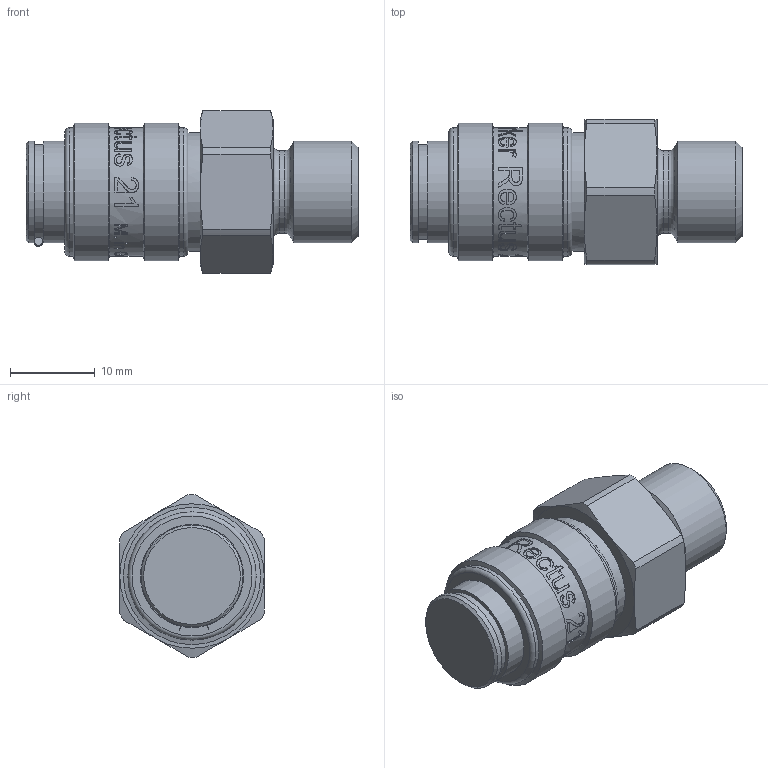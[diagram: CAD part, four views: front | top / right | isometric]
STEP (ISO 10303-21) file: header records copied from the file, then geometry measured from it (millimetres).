
FILE_DESCRIPTION((''),'2;1');
FILE_NAME('21kbad12mpn.stp','2013-07-09T15:59:30',('AS035480'),(''),'Autodesk Inventor 2013','Autodesk Inventor 2013','');
FILE_SCHEMA(('AUTOMOTIVE_DESIGN { 1 0 10303 214 1 1 1 1 }'));
Length unit declared in the file: millimetre
Products named in the file (1): D107237
Bounding box: 39.06 x 17.05 x 19.15 mm (x, y, z)
Volume: 6509.5 mm3; surface area: 3321.8 mm2
Topology: 2 solids, 4 shells, 446 faces, 1176 edges, 775 vertices
Faces by surface type: bspline 214, plane 150, cylinder 56, cone 20, torus 6
Full cylindrical faces by diameter (mm): 9.7 x1, 11.15 x1, 12 x3, 12.15 x1, 12.513 x2, 14 x3, 15.1 x3, 16.15 x2
Entity records: 60304 total; most frequent: CARTESIAN_POINT 50676, ORIENTED_EDGE 2270, DIRECTION 1165, EDGE_CURVE 1135, VERTEX_POINT 765, B_SPLINE_CURVE_WITH_KNOTS 549, EDGE_LOOP 518, FACE_OUTER_BOUND 445
